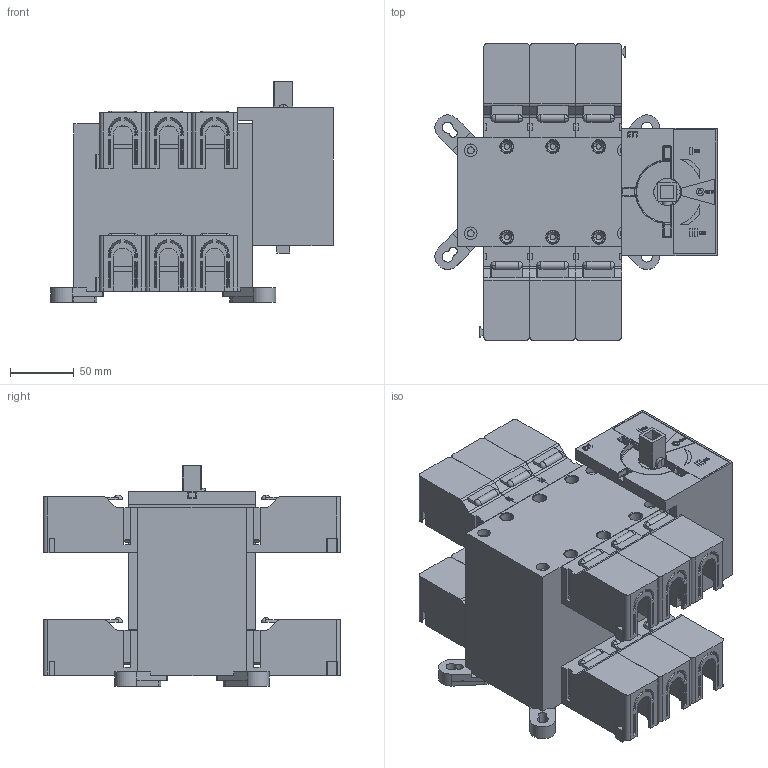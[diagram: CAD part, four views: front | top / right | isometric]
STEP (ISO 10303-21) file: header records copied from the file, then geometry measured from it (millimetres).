
FILE_DESCRIPTION((''),'2;1');
FILE_NAME('LBS_160_3P_CO','2017-10-25T',('luka.skrinjar'),('Audax d.o.o.'),'CREO PARAMETRIC BY PTC INC, 2016050','CREO PARAMETRIC BY PTC INC, 2016050','');
FILE_SCHEMA(('AUTOMOTIVE_DESIGN { 1 0 10303 214 1 1 1 1 }'));
Products named in the file (1): LBS_160_3P_CO
Bounding box: 220.99 x 232.6 x 173 mm (x, y, z)
Volume: 2528036.6 mm3; surface area: 397771 mm2
Topology: 1 solids, 1 shells, 2746 faces, 8125 edges, 5296 vertices
Faces by surface type: plane 1739, cylinder 669, bspline 192, cone 50, sphere 48, extrusion 29, torus 19
Entity records: 99439 total; most frequent: CARTESIAN_POINT 27481, ORIENTED_EDGE 16154, DIRECTION 13286, EDGE_CURVE 8077, VECTOR 5778, LINE 5749, VERTEX_POINT 5296, AXIS2_PLACEMENT_3D 3754
